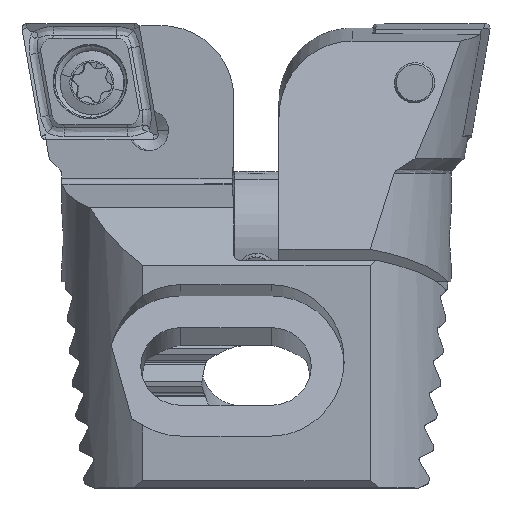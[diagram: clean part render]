
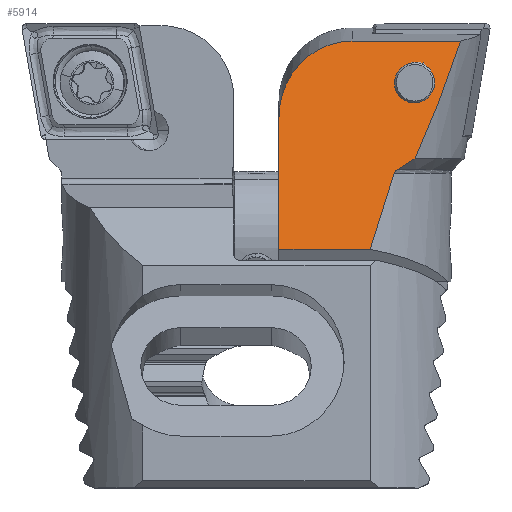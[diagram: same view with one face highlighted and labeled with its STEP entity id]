
A CAD part, top view. The second image highlights one B-rep face of the part: STEP entity #5914.
In plain terms, the highlighted face is planar.
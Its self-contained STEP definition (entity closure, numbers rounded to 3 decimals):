
#124 = CARTESIAN_POINT ( 'NONE',  ( 39., -18.561, -13. ) ) ;
#189 = EDGE_CURVE ( 'NONE', #10837, #8251, #8678, .T. ) ;
#212 = ORIENTED_EDGE ( 'NONE', *, *, #11601, .T. ) ;
#312 = ORIENTED_EDGE ( 'NONE', *, *, #189, .T. ) ;
#370 = CARTESIAN_POINT ( 'NONE',  ( 7.966, -8.183, -10.219 ) ) ;
#440 = CARTESIAN_POINT ( 'NONE',  ( 7.71, -12.033, -11.251 ) ) ;
#463 = CARTESIAN_POINT ( 'NONE',  ( 6.232, -11.105, -11.002 ) ) ;
#497 = CARTESIAN_POINT ( 'NONE',  ( 7.71, -12.033, -11.251 ) ) ;
#559 = VERTEX_POINT ( 'NONE', #13140 ) ;
#795 = EDGE_CURVE ( 'NONE', #9802, #559, #8256, .T. ) ;
#1177 = ORIENTED_EDGE ( 'NONE', *, *, #1727, .T. ) ;
#1217 = DIRECTION ( 'NONE',  ( -1., 0., 0. ) ) ;
#1249 = EDGE_CURVE ( 'NONE', #8251, #10837, #4792, .T. ) ;
#1707 = CARTESIAN_POINT ( 'NONE',  ( 11.4, -1.456, -8.417 ) ) ;
#1727 = EDGE_CURVE ( 'NONE', #6567, #5867, #10976, .T. ) ;
#1791 =( BOUNDED_CURVE ( )  B_SPLINE_CURVE ( 3, ( #4685, #5765, #8939, #2550 ),
 .UNSPECIFIED., .F., .F. ) 
 B_SPLINE_CURVE_WITH_KNOTS ( ( 4, 4 ),
 ( 3.557, 3.688 ),
 .UNSPECIFIED. ) 
 CURVE ( )  GEOMETRIC_REPRESENTATION_ITEM ( )  RATIONAL_B_SPLINE_CURVE ( ( 1., 0.999, 0.999, 1. ) ) 
 REPRESENTATION_ITEM ( '' )  );
#2393 = AXIS2_PLACEMENT_3D ( 'NONE', #8361, #6303, #13679 ) ;
#2509 = ORIENTED_EDGE ( 'NONE', *, *, #12116, .T. ) ;
#2523 = CARTESIAN_POINT ( 'NONE',  ( 2.5, -1.456, -8.417 ) ) ;
#2550 = CARTESIAN_POINT ( 'NONE',  ( 2.5, -1.456, -8.417 ) ) ;
#2769 = VECTOR ( 'NONE', #5338, 1000. ) ;
#3109 = LINE ( 'NONE', #5675, #2769 ) ;
#3157 = EDGE_CURVE ( 'NONE', #4407, #559, #3109, .T. ) ;
#3260 = CARTESIAN_POINT ( 'NONE',  ( 14.915, -1.456, -8.417 ) ) ;
#3394 = CARTESIAN_POINT ( 'NONE',  ( 17.4, -4.045, -9.111 ) ) ;
#3447 = CARTESIAN_POINT ( 'NONE',  ( 17.4, -7.707, -10.092 ) ) ;
#3635 = CARTESIAN_POINT ( 'NONE',  ( 4.662, -8.183, -10.219 ) ) ;
#4170 = CARTESIAN_POINT ( 'NONE',  ( 4.616, -4.883, -9.335 ) ) ;
#4302 = CARTESIAN_POINT ( 'NONE',  ( 7.92, -4.883, -9.335 ) ) ;
#4407 = VERTEX_POINT ( 'NONE', #7278 ) ;
#4685 = CARTESIAN_POINT ( 'NONE',  ( 6.232, -11.105, -11.002 ) ) ;
#4760 = CARTESIAN_POINT ( 'NONE',  ( 7.211, -11.732, -11.17 ) ) ;
#4781 = EDGE_CURVE ( 'NONE', #9802, #7279, #12365, .T. ) ;
#4792 =( BOUNDED_CURVE ( )  B_SPLINE_CURVE ( 3, ( #11996, #12045, #5514, #5488 ),
 .UNSPECIFIED., .F., .F. ) 
 B_SPLINE_CURVE_WITH_KNOTS ( ( 4, 4 ),
 ( 4.519, 7.661 ),
 .UNSPECIFIED. ) 
 CURVE ( )  GEOMETRIC_REPRESENTATION_ITEM ( )  RATIONAL_B_SPLINE_CURVE ( ( 1., 0.333, 0.333, 1. ) ) 
 REPRESENTATION_ITEM ( '' )  );
#5227 = ORIENTED_EDGE ( 'NONE', *, *, #3157, .F. ) ;
#5245 = PLANE ( 'NONE',  #2393 ) ;
#5338 = DIRECTION ( 'NONE',  ( 0., 0.966, 0.259 ) ) ;
#5427 = VERTEX_POINT ( 'NONE', #6273 ) ;
#5488 = CARTESIAN_POINT ( 'NONE',  ( 4.616, -4.883, -9.335 ) ) ;
#5514 = CARTESIAN_POINT ( 'NONE',  ( 4.569, -1.583, -8.451 ) ) ;
#5575 = CARTESIAN_POINT ( 'NONE',  ( 9.923, -18.561, -13. ) ) ;
#5675 = CARTESIAN_POINT ( 'NONE',  ( 17.4, -18.561, -13. ) ) ;
#5765 = CARTESIAN_POINT ( 'NONE',  ( 4.946, -8.294, -10.249 ) ) ;
#5867 = VERTEX_POINT ( 'NONE', #13585 ) ;
#5879 = CARTESIAN_POINT ( 'NONE',  ( 7.899, -12.2, -11.296 ) ) ;
#5914 = ADVANCED_FACE ( 'NONE', ( #10496, #8005 ), #5245, .F. ) ;
#6273 = CARTESIAN_POINT ( 'NONE',  ( 6.232, -11.105, -11.002 ) ) ;
#6303 = DIRECTION ( 'NONE',  ( 0., -0.259, 0.966 ) ) ;
#6567 = VERTEX_POINT ( 'NONE', #10377 ) ;
#6829 = LINE ( 'NONE', #124, #12109 ) ;
#6886 = CARTESIAN_POINT ( 'NONE',  ( 6.719, -11.422, -11.087 ) ) ;
#6922 = CARTESIAN_POINT ( 'NONE',  ( 7.765, -12.066, -11.26 ) ) ;
#7183 = ORIENTED_EDGE ( 'NONE', *, *, #1249, .T. ) ;
#7188 = DIRECTION ( 'NONE',  ( -1., 0., 0. ) ) ;
#7278 = CARTESIAN_POINT ( 'NONE',  ( 17.4, -18.561, -13. ) ) ;
#7279 = VERTEX_POINT ( 'NONE', #2523 ) ;
#7962 = B_SPLINE_CURVE_WITH_KNOTS ( 'NONE', 3,
 ( #8996, #10056, #5879, #13240, #6922, #497 ),
 .UNSPECIFIED., .F., .F.,
 ( 4, 2, 4 ),
 ( 0., 0., 0. ),
 .UNSPECIFIED. ) ;
#8005 = FACE_OUTER_BOUND ( 'NONE', #10538, .T. ) ;
#8251 = VERTEX_POINT ( 'NONE', #12918 ) ;
#8256 =( BOUNDED_CURVE ( )  B_SPLINE_CURVE ( 3, ( #8937, #3260, #3394, #3447 ),
 .UNSPECIFIED., .F., .F. ) 
 B_SPLINE_CURVE_WITH_KNOTS ( ( 4, 4 ),
 ( 0., 1.571 ),
 .UNSPECIFIED. ) 
 CURVE ( )  GEOMETRIC_REPRESENTATION_ITEM ( )  RATIONAL_B_SPLINE_CURVE ( ( 1., 0.805, 0.805, 1. ) ) 
 REPRESENTATION_ITEM ( '' )  );
#8347 = ORIENTED_EDGE ( 'NONE', *, *, #11931, .T. ) ;
#8359 = CARTESIAN_POINT ( 'NONE',  ( 4.616, -4.883, -9.335 ) ) ;
#8361 = CARTESIAN_POINT ( 'NONE',  ( 39., -1.456, -8.417 ) ) ;
#8408 = VERTEX_POINT ( 'NONE', #440 ) ;
#8678 =( BOUNDED_CURVE ( )  B_SPLINE_CURVE ( 3, ( #4170, #3635, #370, #4302 ),
 .UNSPECIFIED., .F., .F. ) 
 B_SPLINE_CURVE_WITH_KNOTS ( ( 4, 4 ),
 ( 1.378, 4.519 ),
 .UNSPECIFIED. ) 
 CURVE ( )  GEOMETRIC_REPRESENTATION_ITEM ( )  RATIONAL_B_SPLINE_CURVE ( ( 1., 0.333, 0.333, 1. ) ) 
 REPRESENTATION_ITEM ( '' )  );
#8937 = CARTESIAN_POINT ( 'NONE',  ( 11.4, -1.456, -8.417 ) ) ;
#8939 = CARTESIAN_POINT ( 'NONE',  ( 3.7, -5.073, -9.386 ) ) ;
#8996 = CARTESIAN_POINT ( 'NONE',  ( 7.949, -12.316, -11.327 ) ) ;
#9575 = VECTOR ( 'NONE', #7188, 1000. ) ;
#9802 = VERTEX_POINT ( 'NONE', #1707 ) ;
#9863 = EDGE_LOOP ( 'NONE', ( #7183, #312 ) ) ;
#10056 = CARTESIAN_POINT ( 'NONE',  ( 7.933, -12.255, -11.31 ) ) ;
#10172 = ORIENTED_EDGE ( 'NONE', *, *, #795, .T. ) ;
#10377 = CARTESIAN_POINT ( 'NONE',  ( 9.923, -18.561, -13. ) ) ;
#10496 = FACE_BOUND ( 'NONE', #9863, .T. ) ;
#10538 = EDGE_LOOP ( 'NONE', ( #12301, #10172, #5227, #8347, #1177, #2509, #212, #12528 ) ) ;
#10837 = VERTEX_POINT ( 'NONE', #8359 ) ;
#10976 =( BOUNDED_CURVE ( )  B_SPLINE_CURVE ( 3, ( #5575, #11823, #11782, #11774 ),
 .UNSPECIFIED., .F., .F. ) 
 B_SPLINE_CURVE_WITH_KNOTS ( ( 4, 4 ),
 ( 3.764, 3.926 ),
 .UNSPECIFIED. ) 
 CURVE ( )  GEOMETRIC_REPRESENTATION_ITEM ( )  RATIONAL_B_SPLINE_CURVE ( ( 1., 0.998, 0.998, 1. ) ) 
 REPRESENTATION_ITEM ( '' )  );
#11601 = EDGE_CURVE ( 'NONE', #8408, #5427, #13261, .T. ) ;
#11774 = CARTESIAN_POINT ( 'NONE',  ( 7.949, -12.316, -11.327 ) ) ;
#11782 = CARTESIAN_POINT ( 'NONE',  ( 8.561, -14.594, -11.937 ) ) ;
#11823 = CARTESIAN_POINT ( 'NONE',  ( 9.22, -16.68, -12.496 ) ) ;
#11931 = EDGE_CURVE ( 'NONE', #4407, #6567, #6829, .T. ) ;
#11996 = CARTESIAN_POINT ( 'NONE',  ( 7.92, -4.883, -9.335 ) ) ;
#12045 = CARTESIAN_POINT ( 'NONE',  ( 7.874, -1.583, -8.451 ) ) ;
#12109 = VECTOR ( 'NONE', #1217, 1000. ) ;
#12116 = EDGE_CURVE ( 'NONE', #5867, #8408, #7962, .T. ) ;
#12141 = CARTESIAN_POINT ( 'NONE',  ( 7.71, -12.033, -11.251 ) ) ;
#12301 = ORIENTED_EDGE ( 'NONE', *, *, #4781, .F. ) ;
#12365 = LINE ( 'NONE', #12405, #9575 ) ;
#12405 = CARTESIAN_POINT ( 'NONE',  ( 39., -1.456, -8.417 ) ) ;
#12528 = ORIENTED_EDGE ( 'NONE', *, *, #12917, .T. ) ;
#12917 = EDGE_CURVE ( 'NONE', #5427, #7279, #1791, .T. ) ;
#12918 = CARTESIAN_POINT ( 'NONE',  ( 7.92, -4.883, -9.335 ) ) ;
#13140 = CARTESIAN_POINT ( 'NONE',  ( 17.4, -7.707, -10.092 ) ) ;
#13240 = CARTESIAN_POINT ( 'NONE',  ( 7.815, -12.106, -11.27 ) ) ;
#13261 = B_SPLINE_CURVE_WITH_KNOTS ( 'NONE', 3,
 ( #12141, #4760, #6886, #463 ),
 .UNSPECIFIED., .F., .F.,
 ( 4, 4 ),
 ( 0., 0.002 ),
 .UNSPECIFIED. ) ;
#13585 = CARTESIAN_POINT ( 'NONE',  ( 7.949, -12.316, -11.327 ) ) ;
#13679 = DIRECTION ( 'NONE',  ( 0., -0.966, -0.259 ) ) ;
